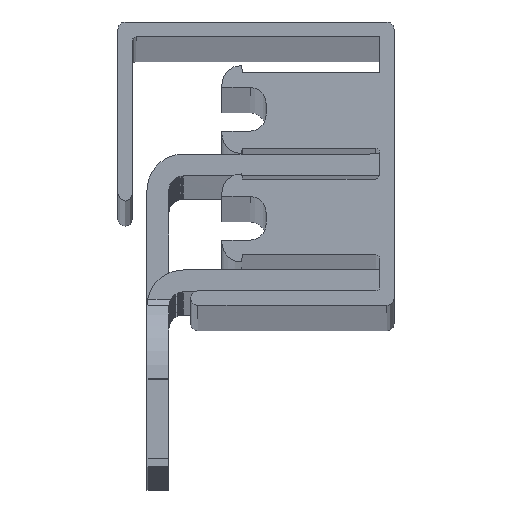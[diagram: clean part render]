
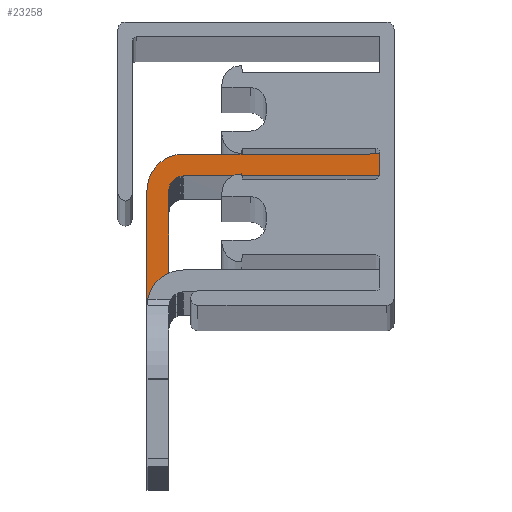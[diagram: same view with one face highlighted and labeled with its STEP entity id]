
A CAD part, top view. The second image highlights one B-rep face of the part: STEP entity #23258.
In plain terms, the highlighted planar face has unit normal (0, 0, 1).
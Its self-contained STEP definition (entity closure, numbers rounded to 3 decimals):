
#213=DIRECTION('',(1.,0.,0.));
#214=VECTOR('',#213,1.291);
#215=CARTESIAN_POINT('',(-7.291,-8.777,449.25));
#216=LINE('',#215,#214);
#1782=CARTESIAN_POINT('',(-5.,-9.777,449.25));
#1783=DIRECTION('',(0.,0.,1.));
#1784=DIRECTION('',(-0.4,0.917,0.));
#1785=AXIS2_PLACEMENT_3D('',#1782,#1783,#1784);
#2264=DIRECTION('',(1.,0.,0.));
#2265=VECTOR('',#2264,3.584);
#2266=CARTESIAN_POINT('',(-5.,-0.777,449.25));
#2267=LINE('',#2266,#2265);
#2268=DIRECTION('',(1.,-0.003,0.));
#2269=VECTOR('',#2268,9.459);
#2270=CARTESIAN_POINT('',(-0.959,-0.752,449.25));
#2271=LINE('',#2270,#2269);
#2272=CARTESIAN_POINT('',(-0.959,-0.752,449.25));
#2273=CARTESIAN_POINT('',(-1.05,-0.745,449.25));
#2274=CARTESIAN_POINT('',(-1.268,-0.722,449.25));
#2275=CARTESIAN_POINT('',(-1.364,-0.762,449.25));
#2276=CARTESIAN_POINT('',(-1.416,-0.777,449.25));
#2286=CARTESIAN_POINT('',(-5.,-1.777,449.25));
#2287=DIRECTION('',(0.,0.,1.));
#2288=DIRECTION('',(0.,1.,0.));
#2289=AXIS2_PLACEMENT_3D('',#2286,#2287,#2288);
#2291=DIRECTION('',(0.,-1.,0.));
#2292=VECTOR('',#2291,5.709);
#2293=CARTESIAN_POINT('',(-6.,-1.777,449.25));
#2294=LINE('',#2293,#2292);
#2295=DIRECTION('',(0.,-1.,0.));
#2296=VECTOR('',#2295,0.523);
#2297=CARTESIAN_POINT('',(-6.,-8.777,449.25));
#2298=LINE('',#2297,#2296);
#2299=DIRECTION('',(-1.,0.,0.));
#2300=VECTOR('',#2299,1.5);
#2301=CARTESIAN_POINT('',(-6.,-9.3,449.25));
#2302=LINE('',#2301,#2300);
#2303=DIRECTION('',(0.,1.,0.));
#2304=VECTOR('',#2303,7.523);
#2305=CARTESIAN_POINT('',(-7.5,-9.3,449.25));
#2306=LINE('',#2305,#2304);
#2307=CARTESIAN_POINT('',(-5.,-1.777,449.25));
#2308=DIRECTION('',(0.,0.,-1.));
#2309=DIRECTION('',(-1.,0.,0.));
#2310=AXIS2_PLACEMENT_3D('',#2307,#2308,#2309);
#2833=DIRECTION('',(-1.,-0.001,0.));
#2834=VECTOR('',#2833,9.444);
#2835=CARTESIAN_POINT('',(8.498,0.732,449.25));
#2836=LINE('',#2835,#2834);
#2837=DIRECTION('',(-1.,0.,0.));
#2838=VECTOR('',#2837,0.469);
#2839=CARTESIAN_POINT('',(-0.946,0.723,449.25));
#2840=LINE('',#2839,#2838);
#2841=DIRECTION('',(-1.,0.,0.));
#2842=VECTOR('',#2841,3.584);
#2843=CARTESIAN_POINT('',(-1.416,0.723,449.25));
#2844=LINE('',#2843,#2842);
#2865=DIRECTION('',(-0.001,1.,0.));
#2866=VECTOR('',#2865,1.51);
#2867=CARTESIAN_POINT('',(8.5,-0.777,449.25));
#2868=LINE('',#2867,#2866);
#18644=CARTESIAN_POINT('',(-7.5,-1.777,449.25));
#18645=VERTEX_POINT('',#18644);
#18646=CARTESIAN_POINT('',(-7.5,-9.3,449.25));
#18647=VERTEX_POINT('',#18646);
#19828=CARTESIAN_POINT('',(-6.,-9.3,449.25));
#19829=VERTEX_POINT('',#19828);
#20460=CARTESIAN_POINT('',(-5.,0.723,449.25));
#20461=VERTEX_POINT('',#20460);
#20672=CARTESIAN_POINT('',(-5.,-0.777,449.25));
#20674=VERTEX_POINT('',#20672);
#20678=CARTESIAN_POINT('',(-6.,-1.777,449.25));
#20679=VERTEX_POINT('',#20678);
#20796=VERTEX_POINT('',#2272);
#20797=VERTEX_POINT('',#2276);
#20801=CARTESIAN_POINT('',(8.5,-0.777,449.25));
#20803=VERTEX_POINT('',#20801);
#20804=CARTESIAN_POINT('',(8.498,0.732,449.25));
#20805=VERTEX_POINT('',#20804);
#20814=CARTESIAN_POINT('',(-6.,-8.777,449.25));
#20816=VERTEX_POINT('',#20814);
#20917=CARTESIAN_POINT('',(-7.291,-8.777,449.25));
#20918=VERTEX_POINT('',#20917);
#21022=CARTESIAN_POINT('',(-6.,-7.486,449.25));
#21024=VERTEX_POINT('',#21022);
#21125=CARTESIAN_POINT('',(-0.946,0.723,449.25));
#21126=VERTEX_POINT('',#21125);
#21127=CARTESIAN_POINT('',(-1.416,0.723,449.25));
#21128=VERTEX_POINT('',#21127);
#23228=CARTESIAN_POINT('',(0.5,-4.288,449.25));
#23229=DIRECTION('',(0.,0.,1.));
#23230=DIRECTION('',(0.,1.,0.));
#23231=AXIS2_PLACEMENT_3D('',#23228,#23229,#23230);
#23232=PLANE('',#23231);
#23233=ORIENTED_EDGE('',*,*,#23213,.T.);
#23234=ORIENTED_EDGE('',*,*,#23187,.F.);
#23236=ORIENTED_EDGE('',*,*,#23235,.T.);
#23237=ORIENTED_EDGE('',*,*,#21914,.T.);
#23238=ORIENTED_EDGE('',*,*,#22535,.T.);
#23239=ORIENTED_EDGE('',*,*,#21442,.T.);
#23240=ORIENTED_EDGE('',*,*,#21902,.T.);
#23242=ORIENTED_EDGE('',*,*,#23241,.T.);
#23244=ORIENTED_EDGE('',*,*,#23243,.T.);
#23246=ORIENTED_EDGE('',*,*,#23245,.T.);
#23248=ORIENTED_EDGE('',*,*,#23247,.F.);
#23250=ORIENTED_EDGE('',*,*,#23249,.F.);
#23252=ORIENTED_EDGE('',*,*,#23251,.F.);
#23254=ORIENTED_EDGE('',*,*,#23253,.F.);
#23255=ORIENTED_EDGE('',*,*,#23199,.F.);
#23256=EDGE_LOOP('',(#23233,#23234,#23236,#23237,#23238,#23239,#23240,#23242,
#23244,#23246,#23248,#23250,#23252,#23254,#23255));
#23257=FACE_OUTER_BOUND('',#23256,.F.);
#1786=CIRCLE('',#1785,2.5);
#2277=B_SPLINE_CURVE_WITH_KNOTS('',3,(#2272,#2273,#2274,#2275,#2276),
.UNSPECIFIED.,.F.,.F.,(4,1,4),(0.,0.5,1.),.UNSPECIFIED.);
#2290=CIRCLE('',#2289,1.);
#2311=CIRCLE('',#2310,2.5);
#21442=EDGE_CURVE('',#20918,#20816,#216,.T.);
#21902=EDGE_CURVE('',#20816,#19829,#2298,.T.);
#21914=EDGE_CURVE('',#20679,#21024,#2294,.T.);
#22535=EDGE_CURVE('',#21024,#20918,#1786,.T.);
#23187=EDGE_CURVE('',#20674,#20797,#2267,.T.);
#23199=EDGE_CURVE('',#20796,#20803,#2271,.T.);
#23213=EDGE_CURVE('',#20796,#20797,#2277,.T.);
#23235=EDGE_CURVE('',#20674,#20679,#2290,.T.);
#23241=EDGE_CURVE('',#19829,#18647,#2302,.T.);
#23243=EDGE_CURVE('',#18647,#18645,#2306,.T.);
#23245=EDGE_CURVE('',#18645,#20461,#2311,.T.);
#23247=EDGE_CURVE('',#21128,#20461,#2844,.T.);
#23249=EDGE_CURVE('',#21126,#21128,#2840,.T.);
#23251=EDGE_CURVE('',#20805,#21126,#2836,.T.);
#23253=EDGE_CURVE('',#20803,#20805,#2868,.T.);
#23258=ADVANCED_FACE('',(#23257),#23232,.T.);
